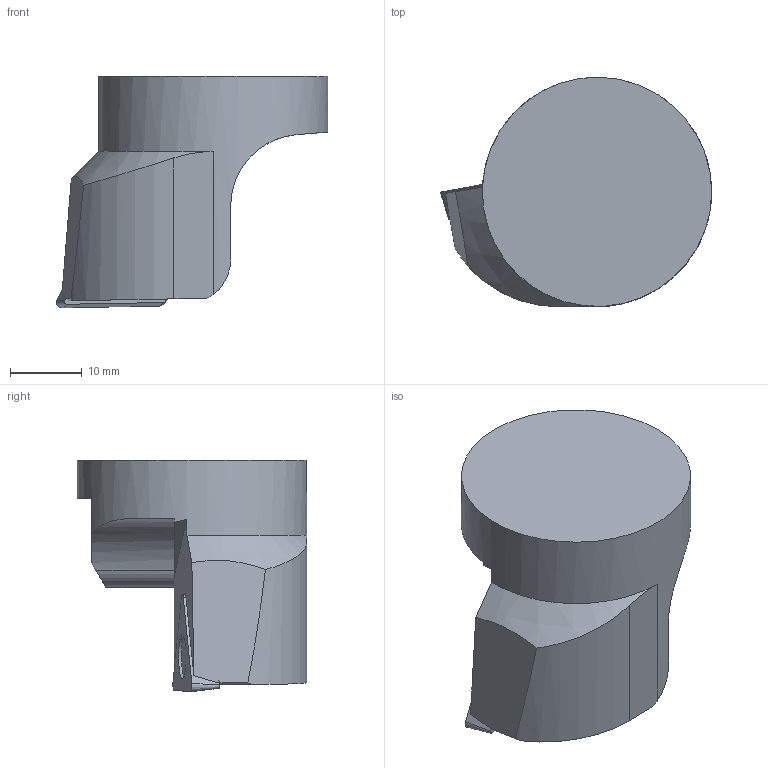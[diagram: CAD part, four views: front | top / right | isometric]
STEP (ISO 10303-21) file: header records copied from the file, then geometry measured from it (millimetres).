
FILE_DESCRIPTION(/* description */ (''),/* implementation_level */ '2;1');
FILE_NAME(/* name */ '1558418175785.stp',/* time_stamp */ '2019-05-21T11:26:28+06:00',/* author */ (''),/* organization */ ('SMS'),/* preprocessor_version */ 'ST-DEVELOPER v15',/* originating_system */ 'SIEMENS PLM Software NX 8.5',/* authorisation */ '');
FILE_SCHEMA (('AUTOMOTIVE_DESIGN { 1 0 10303 214 3 1 1 1 }'));
Length unit declared in the file: millimetre
Products named in the file (4): IsoTurningInsert; ASSEMBLY_CONSTRUCTION; 201795256mod000_00; 201795254mod000_00
Assembly tree (3 placements, depth 2):
  201795254mod000_00
    201795256mod000_00
    ASSEMBLY_CONSTRUCTION
    IsoTurningInsert
Bounding box: 37.88 x 32 x 32.32 mm (x, y, z)
Volume: 15803.6 mm3; surface area: 4733.1 mm2
Topology: 2 solids, 2 shells, 45 faces, 119 edges, 85 vertices
Faces by surface type: plane 24, cylinder 9, cone 8, torus 4
Full cylindrical faces by diameter (mm): 4.4 x2, 32 x1
Entity records: 1538 total; most frequent: CARTESIAN_POINT 295, DIRECTION 246, ORIENTED_EDGE 208, EDGE_CURVE 104, AXIS2_PLACEMENT_3D 96, VERTEX_POINT 73, EDGE_LOOP 57, LINE 54
